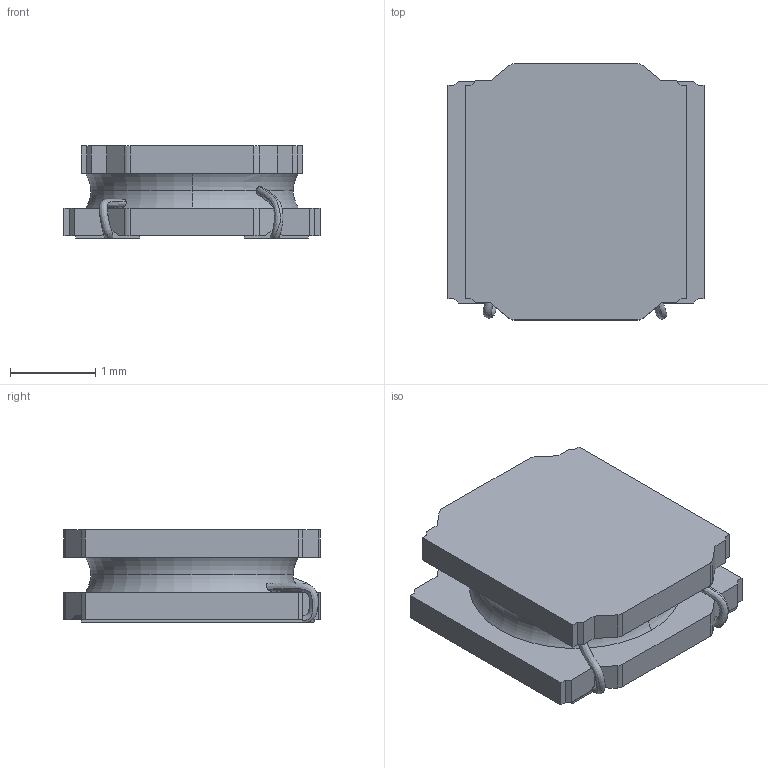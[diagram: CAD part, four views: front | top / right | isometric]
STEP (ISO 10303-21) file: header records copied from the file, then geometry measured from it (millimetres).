
FILE_DESCRIPTION(('FreeCAD Model'),'2;1');
FILE_NAME('Inductor_Abracon_ASPI-3012S.STEP', '2016-05-30T12:51:49',('Author'),(''), 'Open CASCADE STEP processor 6.8','FreeCAD','Unknown');
FILE_SCHEMA(('AUTOMOTIVE_DESIGN_CC2 { 1 2 10303 214 -1 1 5 4 }'));
Length unit declared in the file: millimetre
Products named in the file (1): 3012S
Bounding box: 3 x 3 x 1.08 mm (x, y, z)
Volume: 7.1 mm3; surface area: 34.2 mm2
Topology: 1 solids, 1 shells, 82 faces, 252 edges, 166 vertices
Faces by surface type: plane 66, cylinder 8, torus 4, bspline 4
Entity records: 10137 total; most frequent: CARTESIAN_POINT 5322, DIRECTION 819, LINE 599, VECTOR 599, ORIENTED_EDGE 504, PCURVE 504, DEFINITIONAL_REPRESENTATION 504, EDGE_CURVE 252
